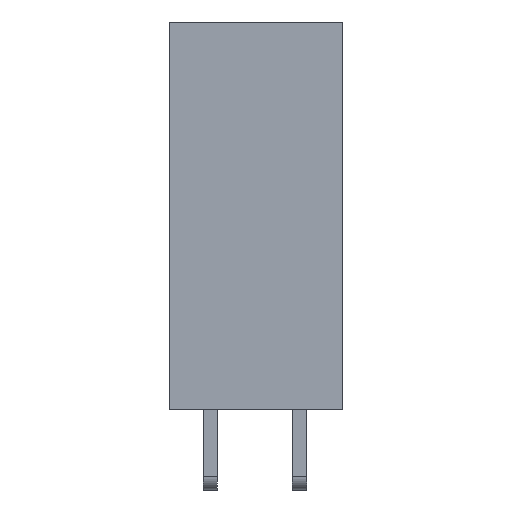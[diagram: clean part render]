
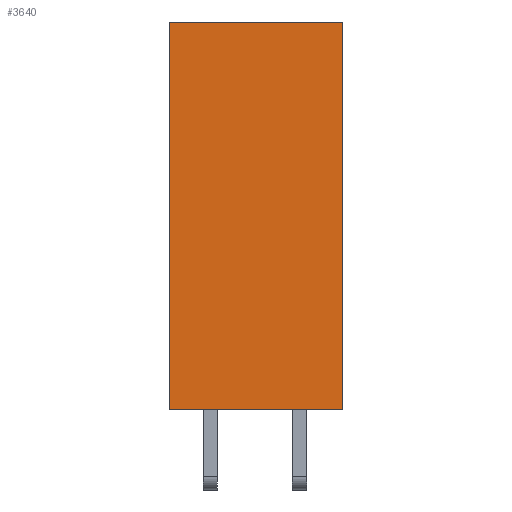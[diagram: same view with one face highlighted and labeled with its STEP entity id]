
A CAD part, front view. The second image highlights one B-rep face of the part: STEP entity #3640.
In plain terms, the highlighted planar face has unit normal (0, -1, 0).
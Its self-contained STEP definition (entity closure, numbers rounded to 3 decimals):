
#479 = VERTEX_POINT('',#480);
#480 = CARTESIAN_POINT('',(1.238,-54.865,0.));
#486 = EDGE_CURVE('',#479,#487,#489,.T.);
#487 = VERTEX_POINT('',#488);
#488 = CARTESIAN_POINT('',(-3.713,-54.865,0.));
#489 = LINE('',#490,#491);
#490 = CARTESIAN_POINT('',(1.238,-54.865,0.));
#491 = VECTOR('',#492,1.);
#492 = DIRECTION('',(-1.,0.,0.));
#2063 = VERTEX_POINT('',#2064);
#2064 = CARTESIAN_POINT('',(1.238,-54.865,11.05));
#2070 = EDGE_CURVE('',#2063,#2071,#2073,.T.);
#2071 = VERTEX_POINT('',#2072);
#2072 = CARTESIAN_POINT('',(-3.713,-54.865,11.05));
#2073 = LINE('',#2074,#2075);
#2074 = CARTESIAN_POINT('',(1.238,-54.865,11.05));
#2075 = VECTOR('',#2076,1.);
#2076 = DIRECTION('',(-1.,0.,0.));
#3610 = EDGE_CURVE('',#487,#2071,#3611,.T.);
#3611 = LINE('',#3612,#3613);
#3612 = CARTESIAN_POINT('',(-3.713,-54.865,0.));
#3613 = VECTOR('',#3614,1.);
#3614 = DIRECTION('',(0.,0.,1.));
#3629 = EDGE_CURVE('',#479,#2063,#3630,.T.);
#3630 = LINE('',#3631,#3632);
#3631 = CARTESIAN_POINT('',(1.238,-54.865,0.));
#3632 = VECTOR('',#3633,1.);
#3633 = DIRECTION('',(0.,0.,1.));
#3640 = ADVANCED_FACE('',(#3641),#3647,.T.);
#3641 = FACE_BOUND('',#3642,.T.);
#3642 = EDGE_LOOP('',(#3643,#3644,#3645,#3646));
#3643 = ORIENTED_EDGE('',*,*,#3629,.T.);
#3644 = ORIENTED_EDGE('',*,*,#2070,.T.);
#3645 = ORIENTED_EDGE('',*,*,#3610,.F.);
#3646 = ORIENTED_EDGE('',*,*,#486,.F.);
#3647 = PLANE('',#3648);
#3648 = AXIS2_PLACEMENT_3D('',#3649,#3650,#3651);
#3649 = CARTESIAN_POINT('',(1.238,-54.865,0.));
#3650 = DIRECTION('',(0.,-1.,0.));
#3651 = DIRECTION('',(-1.,0.,0.));
